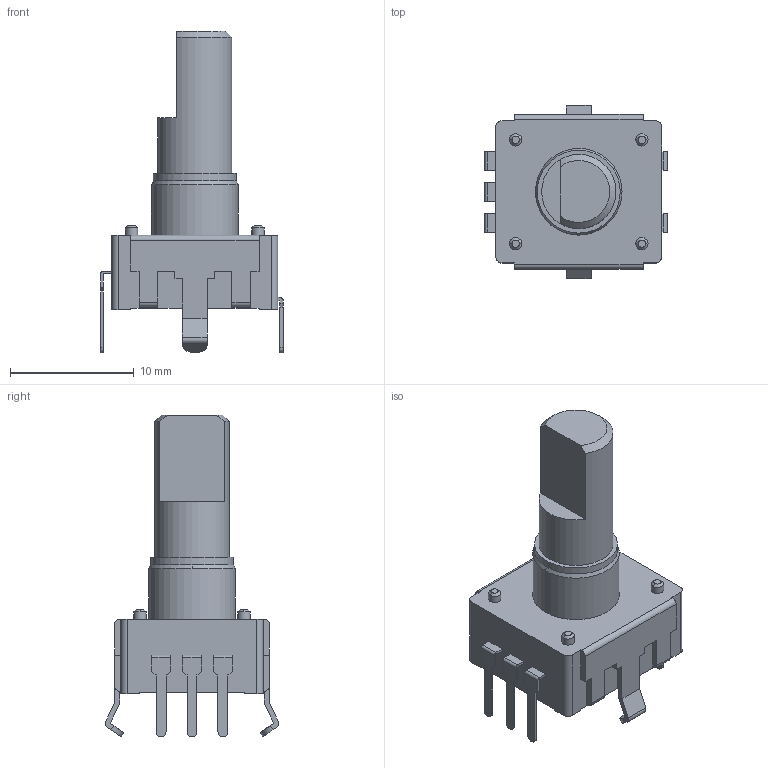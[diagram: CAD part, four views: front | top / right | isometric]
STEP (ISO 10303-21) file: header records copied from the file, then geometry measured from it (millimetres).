
FILE_DESCRIPTION(('FreeCAD Model'),'2;1');
FILE_NAME('Open CASCADE Shape Model','2023-07-28T10:11:40',( 'kicad StepUp'),('ksu MCAD'),'Open CASCADE STEP processor 7.6', 'FreeCAD','Unknown');
FILE_SCHEMA(('AUTOMOTIVE_DESIGN { 1 0 10303 214 1 1 1 1 }'));
Length unit declared in the file: millimetre
Products named in the file (1): PEC12R-4222F-S0024
Bounding box: 14.75 x 14 x 26 mm (x, y, z)
Volume: 1442.8 mm3; surface area: 1070.4 mm2
Topology: 1 solids, 1 shells, 188 faces, 525 edges, 350 vertices
Faces by surface type: plane 146, cylinder 31, cone 11
Full cylindrical faces by diameter (mm): 1 x4, 6 x1, 6.7 x1, 7 x1
Entity records: 7337 total; most frequent: CARTESIAN_POINT 1077, ORIENTED_EDGE 1050, DIRECTION 987, EDGE_CURVE 525, LINE 423, VECTOR 423, VERTEX_POINT 350, AXIS2_PLACEMENT_3D 282
